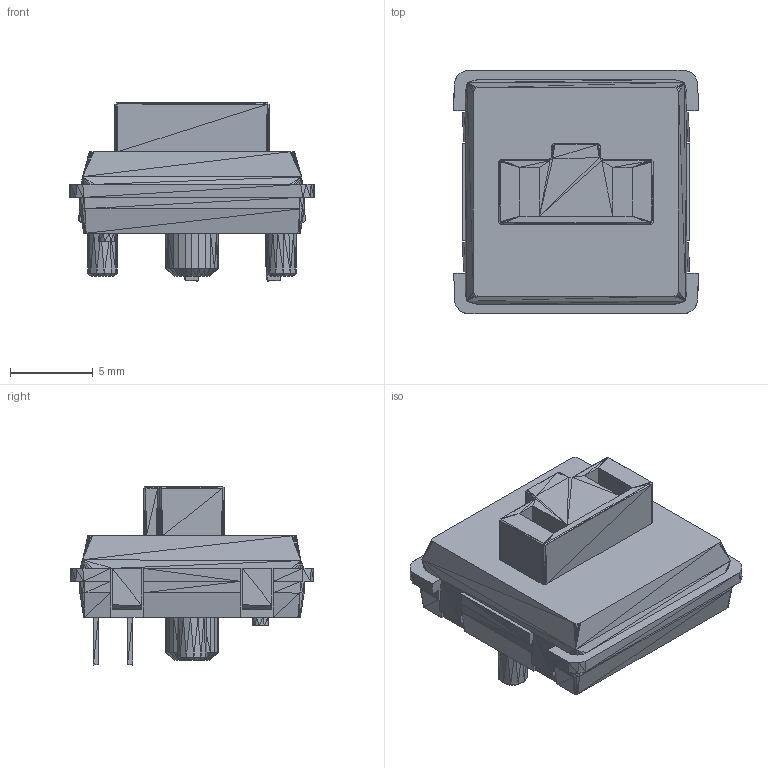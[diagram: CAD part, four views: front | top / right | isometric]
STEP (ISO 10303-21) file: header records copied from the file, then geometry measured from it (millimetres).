
FILE_DESCRIPTION(('FreeCAD Model'),'2;1');
FILE_NAME('Open CASCADE Shape Model','2023-10-29T19:55:17',( 'kicad StepUp'),('ksu MCAD'),'Open CASCADE STEP processor 7.6', 'FreeCAD','Unknown');
FILE_SCHEMA(('AUTOMOTIVE_DESIGN { 1 0 10303 214 1 1 1 1 }'));
Length unit declared in the file: millimetre
Products named in the file (1): Component001 (Solid)003
Bounding box: 14.76 x 14.74 x 10.77 mm (x, y, z)
Surface area: 933.6 mm2 (no closed solid volume)
Topology: 0 solids, 1 shells, 628 faces, 1201 edges, 569 vertices
Faces by surface type: plane 628
Entity records: 14564 total; most frequent: DIRECTION 2459, CARTESIAN_POINT 2399, ORIENTED_EDGE 2349, EDGE_CURVE 1201, LINE 1201, VECTOR 1201, FACE_BOUND 637, EDGE_LOOP 636
